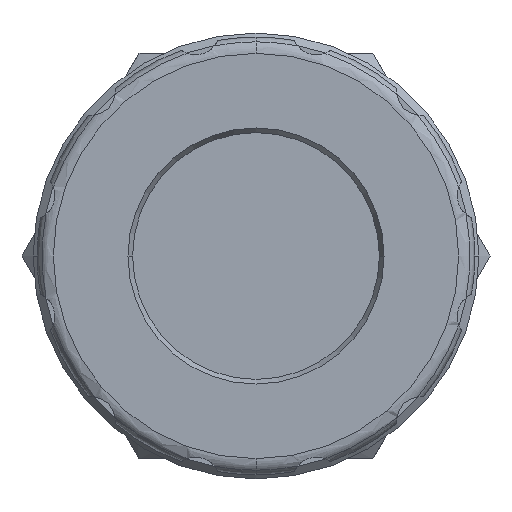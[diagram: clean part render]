
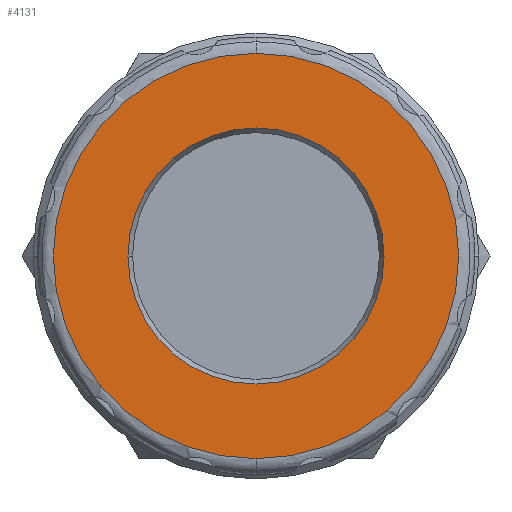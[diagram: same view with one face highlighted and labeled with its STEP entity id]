
A CAD part, front view. The second image highlights one B-rep face of the part: STEP entity #4131.
In plain terms, the highlighted planar face has unit normal (0, -1, 0).
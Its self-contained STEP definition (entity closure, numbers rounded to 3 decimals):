
#1370=CARTESIAN_POINT('',(0.,0.,0.));
#1371=DIRECTION('',(0.,-1.,0.));
#1372=DIRECTION('',(1.,0.,0.));
#1373=AXIS2_PLACEMENT_3D('',#1370,#1371,#1372);
#1375=CARTESIAN_POINT('',(0.,0.,0.));
#1376=DIRECTION('',(0.,-1.,0.));
#1377=DIRECTION('',(0.,0.,-1.));
#1378=AXIS2_PLACEMENT_3D('',#1375,#1376,#1377);
#1380=CARTESIAN_POINT('',(0.,0.,0.));
#1381=DIRECTION('',(0.,-1.,0.));
#1382=DIRECTION('',(0.,0.,1.));
#1383=AXIS2_PLACEMENT_3D('',#1380,#1381,#1382);
#1385=CARTESIAN_POINT('',(0.,0.,0.));
#1386=DIRECTION('',(0.,1.,0.));
#1387=DIRECTION('',(1.,0.,0.));
#1388=AXIS2_PLACEMENT_3D('',#1385,#1386,#1387);
#1390=CARTESIAN_POINT('',(0.,0.,0.));
#1391=DIRECTION('',(0.,1.,0.));
#1392=DIRECTION('',(-1.,0.,0.));
#1393=AXIS2_PLACEMENT_3D('',#1390,#1391,#1392);
#2516=CARTESIAN_POINT('',(7.899,0.,0.));
#2518=VERTEX_POINT('',#2516);
#2520=CARTESIAN_POINT('',(-7.899,0.,0.));
#2522=VERTEX_POINT('',#2520);
#2543=CARTESIAN_POINT('',(0.,0.,-12.5));
#2544=VERTEX_POINT('',#2543);
#2545=CARTESIAN_POINT('',(0.,0.,12.5));
#2547=VERTEX_POINT('',#2545);
#2587=CARTESIAN_POINT('',(12.5,0.,0.));
#2588=VERTEX_POINT('',#2587);
#4115=CARTESIAN_POINT('',(0.,0.,0.));
#4116=DIRECTION('',(0.,1.,0.));
#4117=DIRECTION('',(0.,0.,1.));
#4118=AXIS2_PLACEMENT_3D('',#4115,#4116,#4117);
#4119=PLANE('',#4118);
#4120=ORIENTED_EDGE('',*,*,#3796,.F.);
#4121=ORIENTED_EDGE('',*,*,#3794,.F.);
#4122=ORIENTED_EDGE('',*,*,#4094,.F.);
#4123=EDGE_LOOP('',(#4120,#4121,#4122));
#4124=FACE_OUTER_BOUND('',#4123,.F.);
#4126=ORIENTED_EDGE('',*,*,#4125,.F.);
#4128=ORIENTED_EDGE('',*,*,#4127,.F.);
#4129=EDGE_LOOP('',(#4126,#4128));
#4130=FACE_BOUND('',#4129,.F.);
#1374=CIRCLE('',#1373,12.5);
#1379=CIRCLE('',#1378,12.5);
#1384=CIRCLE('',#1383,12.5);
#1389=CIRCLE('',#1388,7.899);
#1394=CIRCLE('',#1393,7.899);
#3794=EDGE_CURVE('',#2544,#2588,#1379,.T.);
#3796=EDGE_CURVE('',#2588,#2547,#1374,.T.);
#4094=EDGE_CURVE('',#2547,#2544,#1384,.T.);
#4125=EDGE_CURVE('',#2518,#2522,#1389,.T.);
#4127=EDGE_CURVE('',#2522,#2518,#1394,.T.);
#4131=ADVANCED_FACE('',(#4124,#4130),#4119,.F.);
